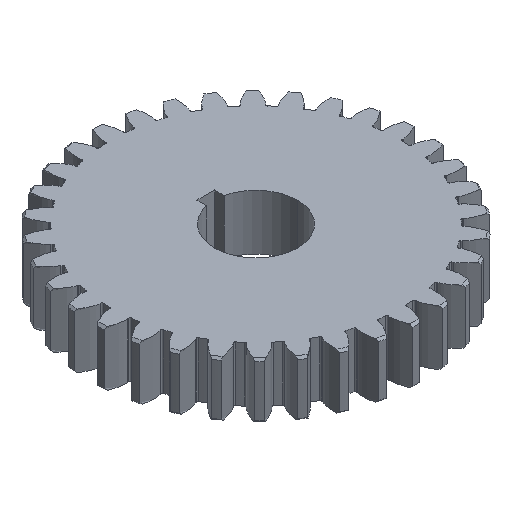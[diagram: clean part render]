
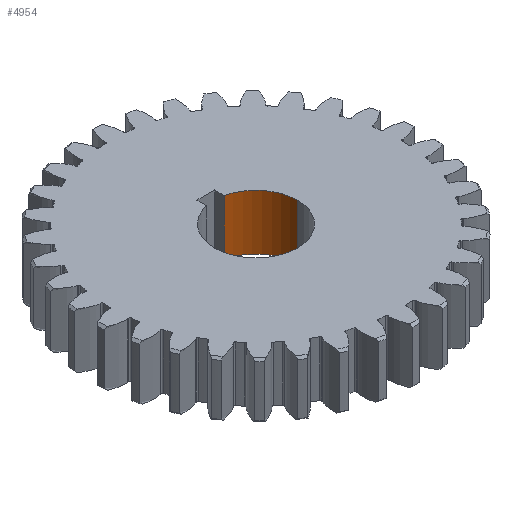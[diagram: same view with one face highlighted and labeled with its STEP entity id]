
A CAD part, isometric view. The second image highlights one B-rep face of the part: STEP entity #4954.
In plain terms, the highlighted cylindrical face has radius 2.381 mm (diameter 4.763 mm), a partial arc.
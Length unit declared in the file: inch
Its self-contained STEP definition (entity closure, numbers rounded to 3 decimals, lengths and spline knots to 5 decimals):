
#512 = CARTESIAN_POINT ( 'NONE',  ( 0.02, 0.09159, -0.0625 ) ) ;
#602 = LINE ( 'NONE', #512, #4729 ) ;
#1468 = DIRECTION ( 'NONE',  ( 0., 0., 1. ) ) ;
#2513 = VERTEX_POINT ( 'NONE', #12872 ) ;
#3817 = ORIENTED_EDGE ( 'NONE', *, *, #15173, .T. ) ;
#4507 = DIRECTION ( 'NONE',  ( 0., 0., 1. ) ) ;
#4729 = VECTOR ( 'NONE', #4507, 39.37008 ) ;
#4752 = CARTESIAN_POINT ( 'NONE',  ( 0., 0., -0.0625 ) ) ;
#4770 = CARTESIAN_POINT ( 'NONE',  ( 0., 0., 0.0625 ) ) ;
#4778 = CARTESIAN_POINT ( 'NONE',  ( 0.02, 0.09159, 0.0625 ) ) ;
#4896 = ORIENTED_EDGE ( 'NONE', *, *, #9189, .F. ) ;
#4954 = ADVANCED_FACE ( 'NONE', ( #10029 ), #11336, .F. ) ;
#5248 = DIRECTION ( 'NONE',  ( 1., 0., 0. ) ) ;
#5969 = CARTESIAN_POINT ( 'NONE',  ( 0.02, 0.09159, -0.0625 ) ) ;
#6151 = DIRECTION ( 'NONE',  ( 1., 0., 0. ) ) ;
#6674 = AXIS2_PLACEMENT_3D ( 'NONE', #4770, #16658, #6151 ) ;
#6799 = DIRECTION ( 'NONE',  ( 0., 0., 1. ) ) ;
#7328 = ORIENTED_EDGE ( 'NONE', *, *, #10780, .T. ) ;
#7436 = DIRECTION ( 'NONE',  ( 0., 0., 1. ) ) ;
#7476 = ORIENTED_EDGE ( 'NONE', *, *, #10759, .F. ) ;
#9189 = EDGE_CURVE ( 'NONE', #2513, #14525, #9946, .T. ) ;
#9946 = CIRCLE ( 'NONE', #13004, 0.09375 ) ;
#10029 = FACE_OUTER_BOUND ( 'NONE', #10398, .T. ) ;
#10049 = VERTEX_POINT ( 'NONE', #13823 ) ;
#10299 = DIRECTION ( 'NONE',  ( 1., 0., 0. ) ) ;
#10398 = EDGE_LOOP ( 'NONE', ( #4896, #3817, #7328, #7476 ) ) ;
#10759 = EDGE_CURVE ( 'NONE', #14525, #16420, #602, .T. ) ;
#10780 = EDGE_CURVE ( 'NONE', #10049, #16420, #14147, .T. ) ;
#10923 = CARTESIAN_POINT ( 'NONE',  ( 0.09375, 0., -0.0625 ) ) ;
#11336 = CYLINDRICAL_SURFACE ( 'NONE', #15423, 0.09375 ) ;
#12872 = CARTESIAN_POINT ( 'NONE',  ( 0.09375, 0., -0.0625 ) ) ;
#13004 = AXIS2_PLACEMENT_3D ( 'NONE', #17143, #6799, #5248 ) ;
#13126 = VECTOR ( 'NONE', #1468, 39.37008 ) ;
#13823 = CARTESIAN_POINT ( 'NONE',  ( 0.09375, 0., 0.0625 ) ) ;
#14147 = CIRCLE ( 'NONE', #6674, 0.09375 ) ;
#14525 = VERTEX_POINT ( 'NONE', #5969 ) ;
#15173 = EDGE_CURVE ( 'NONE', #2513, #10049, #16849, .T. ) ;
#15423 = AXIS2_PLACEMENT_3D ( 'NONE', #4752, #7436, #10299 ) ;
#16420 = VERTEX_POINT ( 'NONE', #4778 ) ;
#16658 = DIRECTION ( 'NONE',  ( 0., 0., 1. ) ) ;
#16849 = LINE ( 'NONE', #10923, #13126 ) ;
#17143 = CARTESIAN_POINT ( 'NONE',  ( 0., 0., -0.0625 ) ) ;
